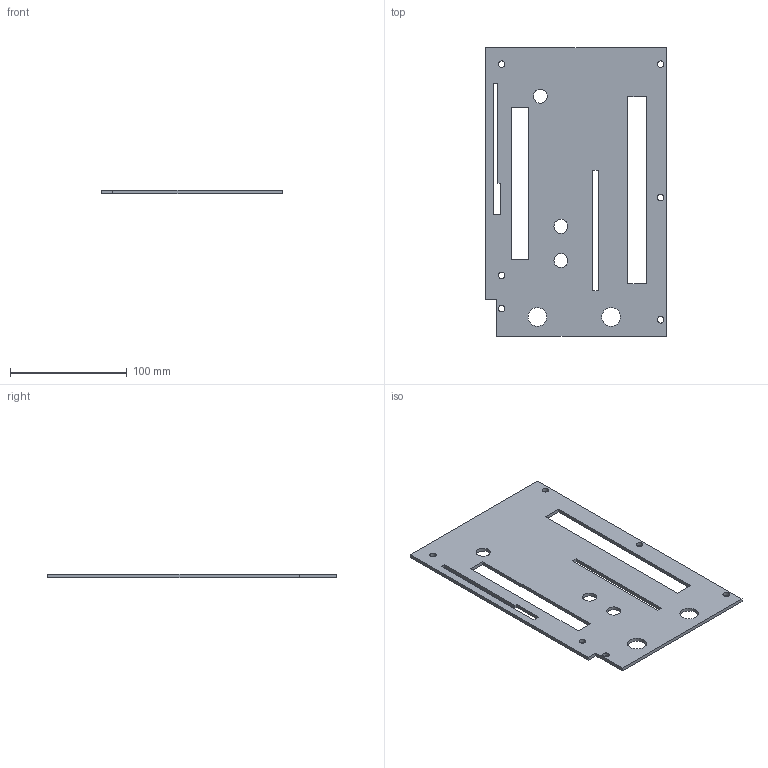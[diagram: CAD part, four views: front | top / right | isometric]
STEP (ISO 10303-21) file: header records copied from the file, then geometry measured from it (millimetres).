
FILE_DESCRIPTION(('FreeCAD Model'),'2;1');
FILE_NAME('Open CASCADE Shape Model','2025-05-23T12:14:57',(''),(''), 'Open CASCADE STEP processor 7.8','FreeCAD','Unknown');
FILE_SCHEMA(('AUTOMOTIVE_DESIGN { 1 0 10303 214 1 1 1 1 }'));
Length unit declared in the file: millimetre
Products named in the file (1): XXXXX Base-Reference Plate
Bounding box: 154.78 x 247.65 x 3 mm (x, y, z)
Volume: 95024.6 mm3; surface area: 70008.6 mm2
Topology: 1 solids, 1 shells, 37 faces, 105 edges, 70 vertices
Faces by surface type: plane 26, cylinder 11
Full cylindrical faces by diameter (mm): 5.563 x6, 12 x3, 16 x2
Entity records: 1283 total; most frequent: CARTESIAN_POINT 213, ORIENTED_EDGE 210, DIRECTION 203, EDGE_CURVE 105, LINE 83, VECTOR 83, VERTEX_POINT 70, FACE_BOUND 67
